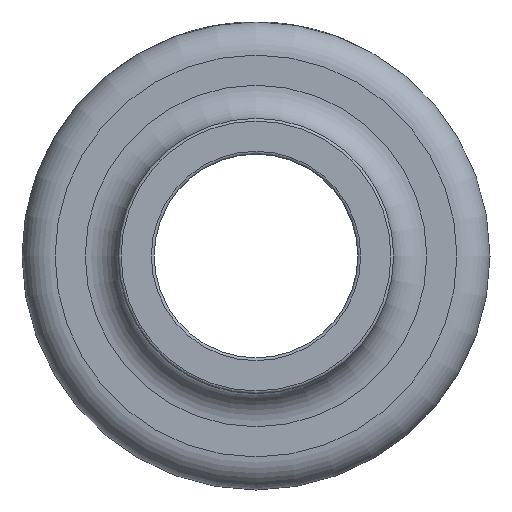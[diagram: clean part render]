
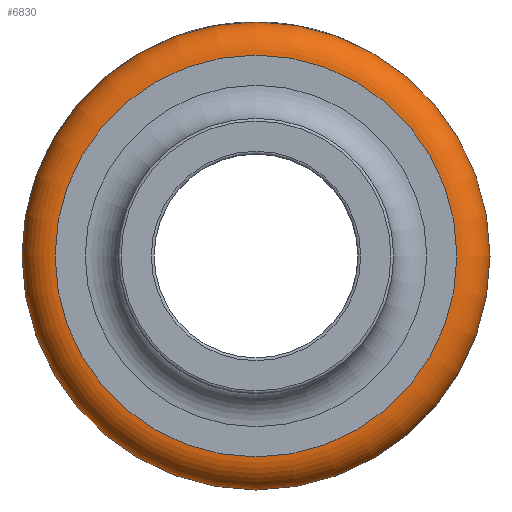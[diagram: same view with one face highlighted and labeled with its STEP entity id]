
A CAD part, left-side view. The second image highlights one B-rep face of the part: STEP entity #6830.
In plain terms, the highlighted toroidal (fillet/blend) face has major radius 9.267 mm and minor radius 1.524 mm.
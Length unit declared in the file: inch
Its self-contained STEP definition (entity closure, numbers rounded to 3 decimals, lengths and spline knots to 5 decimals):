
#16=TOROIDAL_SURFACE('',#7223,0.36485,0.06);
#827=FACE_OUTER_BOUND('',#1237,.T.);
#1237=EDGE_LOOP('',(#6403,#6404,#6405,#6406,#6407,#6408,#6409));
#1375=CIRCLE('',#7186,0.42485);
#1376=CIRCLE('',#7187,0.42485);
#1377=CIRCLE('',#7188,0.42485);
#1392=CIRCLE('',#7217,0.36485);
#1393=CIRCLE('',#7218,0.36485);
#1397=CIRCLE('',#7224,0.06);
#3343=VERTEX_POINT('',#24056);
#3344=VERTEX_POINT('',#24058);
#3345=VERTEX_POINT('',#24060);
#3358=VERTEX_POINT('',#24104);
#3359=VERTEX_POINT('',#24105);
#4359=EDGE_CURVE('',#3344,#3343,#1375,.T.);
#4360=EDGE_CURVE('',#3345,#3344,#1376,.T.);
#4361=EDGE_CURVE('',#3343,#3345,#1377,.T.);
#4377=EDGE_CURVE('',#3358,#3359,#1392,.T.);
#4378=EDGE_CURVE('',#3359,#3358,#1393,.T.);
#4383=EDGE_CURVE('',#3345,#3359,#1397,.T.);
#6403=ORIENTED_EDGE('',*,*,#4359,.T.);
#6404=ORIENTED_EDGE('',*,*,#4361,.T.);
#6405=ORIENTED_EDGE('',*,*,#4383,.T.);
#6406=ORIENTED_EDGE('',*,*,#4378,.T.);
#6407=ORIENTED_EDGE('',*,*,#4377,.T.);
#6408=ORIENTED_EDGE('',*,*,#4383,.F.);
#6409=ORIENTED_EDGE('',*,*,#4360,.T.);
#6830=ADVANCED_FACE('',(#827),#16,.T.);
#7186=AXIS2_PLACEMENT_3D('',#24059,#8340,#8341);
#7187=AXIS2_PLACEMENT_3D('',#24061,#8342,#8343);
#7188=AXIS2_PLACEMENT_3D('',#24062,#8344,#8345);
#7217=AXIS2_PLACEMENT_3D('',#24106,#8403,#8404);
#7218=AXIS2_PLACEMENT_3D('',#24107,#8405,#8406);
#7223=AXIS2_PLACEMENT_3D('',#24116,#8416,#8417);
#7224=AXIS2_PLACEMENT_3D('',#24117,#8418,#8419);
#8340=DIRECTION('center_axis',(-1.,0.,0.));
#8341=DIRECTION('ref_axis',(0.,-1.,0.));
#8342=DIRECTION('center_axis',(-1.,0.,0.));
#8343=DIRECTION('ref_axis',(0.,-1.,0.));
#8344=DIRECTION('center_axis',(-1.,0.,0.));
#8345=DIRECTION('ref_axis',(0.,-1.,0.));
#8403=DIRECTION('center_axis',(1.,0.,0.));
#8404=DIRECTION('ref_axis',(0.,-1.,0.));
#8405=DIRECTION('center_axis',(1.,0.,0.));
#8406=DIRECTION('ref_axis',(0.,-1.,0.));
#8416=DIRECTION('center_axis',(1.,0.,0.));
#8417=DIRECTION('ref_axis',(0.,0.,-1.));
#8418=DIRECTION('center_axis',(0.,-1.,0.));
#8419=DIRECTION('ref_axis',(0.,0.,1.));
#24056=CARTESIAN_POINT('',(0.31,-0.42485,0.));
#24058=CARTESIAN_POINT('',(0.31,0.42485,0.));
#24059=CARTESIAN_POINT('Origin',(0.31,0.,0.));
#24060=CARTESIAN_POINT('',(0.31,0.,0.42485));
#24061=CARTESIAN_POINT('Origin',(0.31,0.,0.));
#24062=CARTESIAN_POINT('Origin',(0.31,0.,0.));
#24104=CARTESIAN_POINT('',(0.25,0.36485,0.));
#24105=CARTESIAN_POINT('',(0.25,0.,0.36485));
#24106=CARTESIAN_POINT('Origin',(0.25,0.,0.));
#24107=CARTESIAN_POINT('Origin',(0.25,0.,0.));
#24116=CARTESIAN_POINT('Origin',(0.31,0.,0.));
#24117=CARTESIAN_POINT('Origin',(0.31,0.,0.36485));
